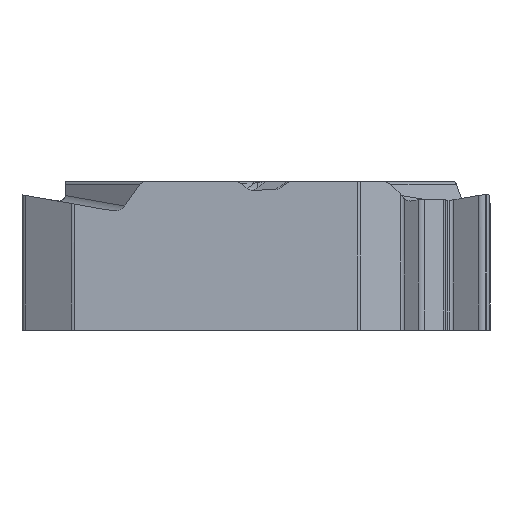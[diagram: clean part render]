
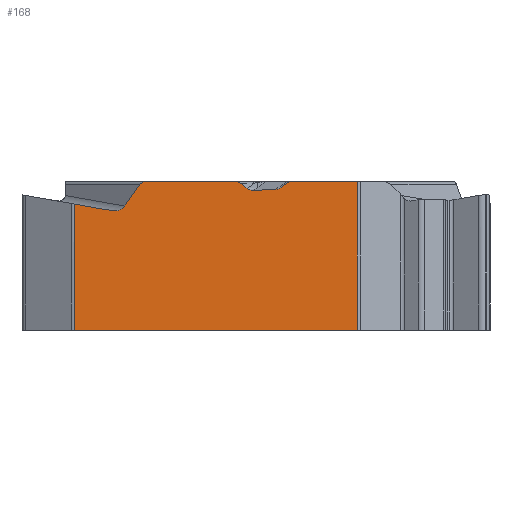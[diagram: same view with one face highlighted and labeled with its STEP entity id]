
A CAD part, left-side view. The second image highlights one B-rep face of the part: STEP entity #168.
In plain terms, the highlighted planar face has unit normal (-1, 0, 0).
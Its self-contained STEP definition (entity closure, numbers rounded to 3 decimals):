
#168=ADVANCED_FACE('',(#320),#276,.F.);
#276=PLANE('',#2088);
#320=FACE_OUTER_BOUND('',#422,.T.);
#422=EDGE_LOOP('',(#591,#592,#593,#594,#595,#596,#597,#598,#599,#600,#601,
#602,#603,#604,#605,#606));
#539=ELLIPSE('',#2084,0.177,0.15);
#540=ELLIPSE('',#2085,0.368,0.32);
#541=ELLIPSE('',#2086,0.15,0.15);
#542=ELLIPSE('',#2087,0.167,0.15);
#591=ORIENTED_EDGE('',*,*,#1377,.F.);
#592=ORIENTED_EDGE('',*,*,#1378,.T.);
#593=ORIENTED_EDGE('',*,*,#1379,.F.);
#594=ORIENTED_EDGE('',*,*,#1380,.F.);
#595=ORIENTED_EDGE('',*,*,#1381,.F.);
#596=ORIENTED_EDGE('',*,*,#1382,.T.);
#597=ORIENTED_EDGE('',*,*,#1383,.F.);
#598=ORIENTED_EDGE('',*,*,#1384,.T.);
#599=ORIENTED_EDGE('',*,*,#1385,.F.);
#600=ORIENTED_EDGE('',*,*,#1386,.F.);
#601=ORIENTED_EDGE('',*,*,#1387,.F.);
#602=ORIENTED_EDGE('',*,*,#1388,.F.);
#603=ORIENTED_EDGE('',*,*,#1389,.F.);
#604=ORIENTED_EDGE('',*,*,#1390,.F.);
#605=ORIENTED_EDGE('',*,*,#1391,.F.);
#606=ORIENTED_EDGE('',*,*,#1392,.F.);
#1183=VERTEX_POINT('',#3072);
#1184=VERTEX_POINT('',#3073);
#1185=VERTEX_POINT('',#3075);
#1186=VERTEX_POINT('',#3077);
#1187=VERTEX_POINT('',#3079);
#1188=VERTEX_POINT('',#3081);
#1189=VERTEX_POINT('',#3083);
#1190=VERTEX_POINT('',#3085);
#1191=VERTEX_POINT('',#3087);
#1192=VERTEX_POINT('',#3089);
#1193=VERTEX_POINT('',#3091);
#1194=VERTEX_POINT('',#3093);
#1195=VERTEX_POINT('',#3107);
#1196=VERTEX_POINT('',#3109);
#1197=VERTEX_POINT('',#3123);
#1198=VERTEX_POINT('',#3125);
#1377=EDGE_CURVE('',#1183,#1184,#1667,.T.);
#1378=EDGE_CURVE('',#1183,#1185,#539,.T.);
#1379=EDGE_CURVE('',#1186,#1185,#1668,.T.);
#1380=EDGE_CURVE('',#1187,#1186,#540,.T.);
#1381=EDGE_CURVE('',#1188,#1187,#1669,.T.);
#1382=EDGE_CURVE('',#1188,#1189,#1670,.T.);
#1383=EDGE_CURVE('',#1190,#1189,#1671,.T.);
#1384=EDGE_CURVE('',#1190,#1191,#1672,.T.);
#1385=EDGE_CURVE('',#1192,#1191,#1673,.T.);
#1386=EDGE_CURVE('',#1193,#1192,#541,.T.);
#1387=EDGE_CURVE('',#1194,#1193,#1674,.T.);
#1388=EDGE_CURVE('',#1195,#1194,#2024,.T.);
#1389=EDGE_CURVE('',#1196,#1195,#1675,.T.);
#1390=EDGE_CURVE('',#1197,#1196,#2025,.T.);
#1391=EDGE_CURVE('',#1198,#1197,#1676,.T.);
#1392=EDGE_CURVE('',#1184,#1198,#542,.T.);
#1667=LINE('',#3071,#1841);
#1668=LINE('',#3076,#1842);
#1669=LINE('',#3080,#1843);
#1670=LINE('',#3082,#1844);
#1671=LINE('',#3084,#1845);
#1672=LINE('',#3086,#1846);
#1673=LINE('',#3088,#1847);
#1674=LINE('',#3092,#1848);
#1675=LINE('',#3108,#1849);
#1676=LINE('',#3124,#1850);
#1841=VECTOR('',#2291,1.);
#1842=VECTOR('',#2294,1.);
#1843=VECTOR('',#2297,1.);
#1844=VECTOR('',#2298,1.);
#1845=VECTOR('',#2299,1.);
#1846=VECTOR('',#2300,1.);
#1847=VECTOR('',#2301,1.);
#1848=VECTOR('',#2304,1.);
#1849=VECTOR('',#2305,1.);
#1850=VECTOR('',#2306,1.);
#2024=B_SPLINE_CURVE_WITH_KNOTS('',3,(#3094,#3095,#3096,#3097,#3098,#3099,
#3100,#3101,#3102,#3103,#3104,#3105,#3106),.UNSPECIFIED.,.F.,.F.,(4,3,3,
3,4),(0.,0.249,0.498,0.746,1.),
 .UNSPECIFIED.);
#2025=B_SPLINE_CURVE_WITH_KNOTS('',3,(#3110,#3111,#3112,#3113,#3114,#3115,
#3116,#3117,#3118,#3119,#3120,#3121,#3122),.UNSPECIFIED.,.F.,.F.,(4,3,3,
3,4),(0.,0.234,0.468,0.701,1.),
 .UNSPECIFIED.);
#2084=AXIS2_PLACEMENT_3D('',#3074,#2292,#2293);
#2085=AXIS2_PLACEMENT_3D('',#3078,#2295,#2296);
#2086=AXIS2_PLACEMENT_3D('',#3090,#2302,#2303);
#2087=AXIS2_PLACEMENT_3D('',#3126,#2307,#2308);
#2088=AXIS2_PLACEMENT_3D('',#3127,#2309,#2310);
#2291=DIRECTION('',(0.,-1.,0.));
#2292=DIRECTION('',(-1.,0.,0.));
#2293=DIRECTION('',(0.,-1.,0.));
#2294=DIRECTION('',(0.,-0.574,0.819));
#2295=DIRECTION('',(-1.,0.,0.));
#2296=DIRECTION('',(0.,0.985,0.174));
#2297=DIRECTION('',(0.,-0.985,-0.174));
#2298=DIRECTION('',(0.,0.,-1.));
#2299=DIRECTION('',(0.,1.,0.));
#2300=DIRECTION('',(0.,0.,1.));
#2301=DIRECTION('',(0.,-1.,0.));
#2302=DIRECTION('',(1.,0.,0.));
#2303=DIRECTION('',(0.,-1.,0.));
#2304=DIRECTION('',(0.,-0.759,0.651));
#2305=DIRECTION('',(0.,-0.999,0.043));
#2306=DIRECTION('',(0.,-0.792,-0.611));
#2307=DIRECTION('',(1.,0.,0.));
#2308=DIRECTION('',(0.,1.,0.));
#2309=DIRECTION('',(1.,0.,0.));
#2310=DIRECTION('',(0.,0.,-1.));
#3071=CARTESIAN_POINT('',(-4.763,-3.173,0.38));
#3072=CARTESIAN_POINT('',(-4.763,3.291,0.38));
#3073=CARTESIAN_POINT('',(-4.763,0.601,0.38));
#3074=CARTESIAN_POINT('',(-4.763,3.291,0.23));
#3075=CARTESIAN_POINT('',(-4.763,3.443,0.307));
#3076=CARTESIAN_POINT('',(-4.763,1.411,3.209));
#3077=CARTESIAN_POINT('',(-4.763,3.888,-0.328));
#3078=CARTESIAN_POINT('',(-4.763,4.202,-0.151));
#3079=CARTESIAN_POINT('',(-4.763,4.258,-0.466));
#3080=CARTESIAN_POINT('',(-4.763,-2.869,-1.723));
#3081=CARTESIAN_POINT('',(-4.763,5.357,-0.272));
#3082=CARTESIAN_POINT('',(-4.763,5.357,-5.47));
#3083=CARTESIAN_POINT('',(-4.763,5.357,-3.97));
#3084=CARTESIAN_POINT('',(-4.763,-3.173,-3.97));
#3085=CARTESIAN_POINT('',(-4.763,-2.931,-3.97));
#3086=CARTESIAN_POINT('',(-4.763,-2.931,3.38));
#3087=CARTESIAN_POINT('',(-4.763,-2.931,0.38));
#3088=CARTESIAN_POINT('',(-4.763,3.173,0.38));
#3089=CARTESIAN_POINT('',(-4.763,-0.971,0.38));
#3090=CARTESIAN_POINT('',(-4.763,-0.971,0.23));
#3091=CARTESIAN_POINT('',(-4.763,-0.873,0.344));
#3092=CARTESIAN_POINT('',(-4.763,1.63,-1.801));
#3093=CARTESIAN_POINT('',(-4.763,-0.748,0.237));
#3094=CARTESIAN_POINT('',(-4.763,-0.55,0.158));
#3095=CARTESIAN_POINT('',(-4.763,-0.568,0.159));
#3096=CARTESIAN_POINT('',(-4.763,-0.586,0.162));
#3097=CARTESIAN_POINT('',(-4.763,-0.603,0.165));
#3098=CARTESIAN_POINT('',(-4.763,-0.621,0.169));
#3099=CARTESIAN_POINT('',(-4.763,-0.638,0.174));
#3100=CARTESIAN_POINT('',(-4.763,-0.655,0.181));
#3101=CARTESIAN_POINT('',(-4.763,-0.672,0.188));
#3102=CARTESIAN_POINT('',(-4.763,-0.688,0.196));
#3103=CARTESIAN_POINT('',(-4.763,-0.703,0.205));
#3104=CARTESIAN_POINT('',(-4.763,-0.719,0.214));
#3105=CARTESIAN_POINT('',(-4.763,-0.734,0.225));
#3106=CARTESIAN_POINT('',(-4.763,-0.748,0.237));
#3107=CARTESIAN_POINT('',(-4.763,-0.55,0.158));
#3108=CARTESIAN_POINT('',(-4.763,-3.161,0.27));
#3109=CARTESIAN_POINT('',(-4.763,0.098,0.131));
#3110=CARTESIAN_POINT('',(-4.763,0.297,0.193));
#3111=CARTESIAN_POINT('',(-4.763,0.284,0.182));
#3112=CARTESIAN_POINT('',(-4.763,0.269,0.173));
#3113=CARTESIAN_POINT('',(-4.763,0.255,0.166));
#3114=CARTESIAN_POINT('',(-4.763,0.24,0.158));
#3115=CARTESIAN_POINT('',(-4.763,0.225,0.151));
#3116=CARTESIAN_POINT('',(-4.763,0.209,0.146));
#3117=CARTESIAN_POINT('',(-4.763,0.194,0.141));
#3118=CARTESIAN_POINT('',(-4.763,0.177,0.137));
#3119=CARTESIAN_POINT('',(-4.763,0.161,0.134));
#3120=CARTESIAN_POINT('',(-4.763,0.14,0.131));
#3121=CARTESIAN_POINT('',(-4.763,0.119,0.13));
#3122=CARTESIAN_POINT('',(-4.763,0.098,0.131));
#3123=CARTESIAN_POINT('',(-4.763,0.297,0.193));
#3124=CARTESIAN_POINT('',(-4.763,-1.971,-1.557));
#3125=CARTESIAN_POINT('',(-4.763,0.493,0.344));
#3126=CARTESIAN_POINT('',(-4.763,0.601,0.23));
#3127=CARTESIAN_POINT('',(-4.763,-3.173,0.));
